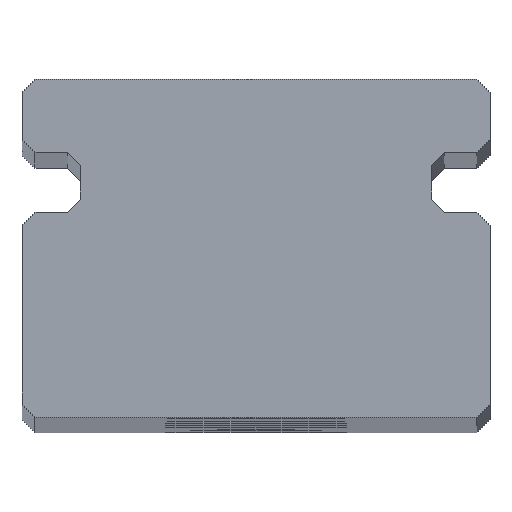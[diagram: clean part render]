
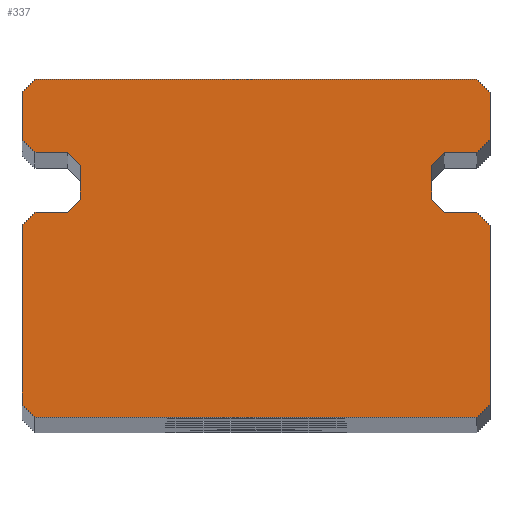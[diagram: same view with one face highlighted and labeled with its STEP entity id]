
A CAD part, top view. The second image highlights one B-rep face of the part: STEP entity #337.
In plain terms, the highlighted planar face has unit normal (0, 0, 1).
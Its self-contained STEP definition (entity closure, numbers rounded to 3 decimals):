
#337=ADVANCED_FACE('',(#842),#844,.T.);
#842=FACE_BOUND('',#843,.T.);
#843=EDGE_LOOP('',(#1133,#1134,#1135,#1136,#1137,#1138,#1139,#1140,#1141,#1142,#1143,
#1144,#1145,#1146,#1147,#1148,#1149,#1150,#1151,#1152,#1153,#1154,#1155,#1156));
#844=PLANE('',#845);
#845=AXIS2_PLACEMENT_3D('',#846,#847,#848);
#846=CARTESIAN_POINT('',(0.,0.,0.));
#847=DIRECTION('',(0.,0.,1.));
#848=DIRECTION('',(1.,0.,0.));
#1133=ORIENTED_EDGE('',*,*,#1327,.T.);
#1134=ORIENTED_EDGE('',*,*,#1328,.T.);
#1135=ORIENTED_EDGE('',*,*,#1329,.T.);
#1136=ORIENTED_EDGE('',*,*,#1330,.T.);
#1137=ORIENTED_EDGE('',*,*,#1331,.T.);
#1138=ORIENTED_EDGE('',*,*,#1332,.T.);
#1139=ORIENTED_EDGE('',*,*,#1333,.T.);
#1140=ORIENTED_EDGE('',*,*,#1334,.T.);
#1141=ORIENTED_EDGE('',*,*,#1335,.T.);
#1142=ORIENTED_EDGE('',*,*,#1336,.T.);
#1143=ORIENTED_EDGE('',*,*,#1337,.T.);
#1144=ORIENTED_EDGE('',*,*,#1277,.T.);
#1145=ORIENTED_EDGE('',*,*,#1326,.T.);
#1146=ORIENTED_EDGE('',*,*,#1338,.T.);
#1147=ORIENTED_EDGE('',*,*,#1339,.T.);
#1148=ORIENTED_EDGE('',*,*,#1340,.T.);
#1149=ORIENTED_EDGE('',*,*,#1341,.T.);
#1150=ORIENTED_EDGE('',*,*,#1342,.T.);
#1151=ORIENTED_EDGE('',*,*,#1343,.T.);
#1152=ORIENTED_EDGE('',*,*,#1344,.T.);
#1153=ORIENTED_EDGE('',*,*,#1345,.T.);
#1154=ORIENTED_EDGE('',*,*,#1346,.T.);
#1155=ORIENTED_EDGE('',*,*,#1347,.T.);
#1156=ORIENTED_EDGE('',*,*,#1348,.T.);
#1277=EDGE_CURVE('',#1413,#1411,#1414,.T.);
#1326=EDGE_CURVE('',#1411,#1505,#1507,.T.);
#1327=EDGE_CURVE('',#1508,#1509,#1510,.T.);
#1328=EDGE_CURVE('',#1509,#1511,#1512,.T.);
#1329=EDGE_CURVE('',#1511,#1513,#1514,.T.);
#1330=EDGE_CURVE('',#1513,#1515,#1516,.T.);
#1331=EDGE_CURVE('',#1515,#1517,#1518,.T.);
#1332=EDGE_CURVE('',#1517,#1519,#1520,.T.);
#1333=EDGE_CURVE('',#1519,#1521,#1522,.T.);
#1334=EDGE_CURVE('',#1521,#1523,#1524,.T.);
#1335=EDGE_CURVE('',#1523,#1525,#1526,.T.);
#1336=EDGE_CURVE('',#1525,#1527,#1528,.T.);
#1337=EDGE_CURVE('',#1527,#1413,#1529,.T.);
#1338=EDGE_CURVE('',#1505,#1530,#1531,.T.);
#1339=EDGE_CURVE('',#1530,#1532,#1533,.T.);
#1340=EDGE_CURVE('',#1532,#1534,#1535,.T.);
#1341=EDGE_CURVE('',#1534,#1536,#1537,.T.);
#1342=EDGE_CURVE('',#1536,#1538,#1539,.T.);
#1343=EDGE_CURVE('',#1538,#1540,#1541,.T.);
#1344=EDGE_CURVE('',#1540,#1542,#1543,.T.);
#1345=EDGE_CURVE('',#1542,#1544,#1545,.T.);
#1346=EDGE_CURVE('',#1544,#1546,#1547,.T.);
#1347=EDGE_CURVE('',#1546,#1548,#1549,.T.);
#1348=EDGE_CURVE('',#1548,#1508,#1550,.T.);
#1411=VERTEX_POINT('',#1672);
#1413=VERTEX_POINT('',#1676);
#1414=LINE('',#1677,#1678);
#1505=VERTEX_POINT('',#1883);
#1507=LINE('',#1887,#1888);
#1508=VERTEX_POINT('',#1890);
#1509=VERTEX_POINT('',#1891);
#1510=LINE('',#1892,#1893);
#1511=VERTEX_POINT('',#1895);
#1512=LINE('',#1896,#1897);
#1513=VERTEX_POINT('',#1899);
#1514=LINE('',#1900,#1901);
#1515=VERTEX_POINT('',#1903);
#1516=LINE('',#1904,#1905);
#1517=VERTEX_POINT('',#1907);
#1518=LINE('',#1908,#1909);
#1519=VERTEX_POINT('',#1911);
#1520=LINE('',#1912,#1913);
#1521=VERTEX_POINT('',#1915);
#1522=LINE('',#1916,#1917);
#1523=VERTEX_POINT('',#1919);
#1524=LINE('',#1920,#1921);
#1525=VERTEX_POINT('',#1923);
#1526=LINE('',#1924,#1925);
#1527=VERTEX_POINT('',#1927);
#1528=LINE('',#1928,#1929);
#1529=LINE('',#1931,#1932);
#1530=VERTEX_POINT('',#1934);
#1531=LINE('',#1935,#1936);
#1532=VERTEX_POINT('',#1938);
#1533=LINE('',#1939,#1940);
#1534=VERTEX_POINT('',#1942);
#1535=LINE('',#1943,#1944);
#1536=VERTEX_POINT('',#1946);
#1537=LINE('',#1947,#1948);
#1538=VERTEX_POINT('',#1950);
#1539=LINE('',#1951,#1952);
#1540=VERTEX_POINT('',#1954);
#1541=LINE('',#1955,#1956);
#1542=VERTEX_POINT('',#1958);
#1543=LINE('',#1959,#1960);
#1544=VERTEX_POINT('',#1962);
#1545=LINE('',#1963,#1964);
#1546=VERTEX_POINT('',#1966);
#1547=LINE('',#1967,#1968);
#1548=VERTEX_POINT('',#1970);
#1549=LINE('',#1971,#1972);
#1550=LINE('',#1974,#1975);
#1672=CARTESIAN_POINT('',(4.25,0.,0.));
#1676=CARTESIAN_POINT('',(-4.25,0.,0.));
#1677=CARTESIAN_POINT('',(-4.25,0.,0.));
#1678=VECTOR('',#1679,1.);
#1679=DIRECTION('',(1.,0.,0.));
#1883=CARTESIAN_POINT('',(4.5,0.25,0.));
#1887=CARTESIAN_POINT('',(4.25,0.,0.));
#1888=VECTOR('',#1889,1.);
#1889=DIRECTION('',(0.707,0.707,0.));
#1890=CARTESIAN_POINT('',(-4.25,6.5,0.));
#1891=CARTESIAN_POINT('',(-4.5,6.25,0.));
#1892=CARTESIAN_POINT('',(-4.25,6.5,0.));
#1893=VECTOR('',#1894,1.);
#1894=DIRECTION('',(-0.707,-0.707,0.));
#1895=CARTESIAN_POINT('',(-4.5,5.34,0.));
#1896=CARTESIAN_POINT('',(-4.5,6.25,0.));
#1897=VECTOR('',#1898,1.);
#1898=DIRECTION('',(0.,-1.,0.));
#1899=CARTESIAN_POINT('',(-4.25,5.09,0.));
#1900=CARTESIAN_POINT('',(-4.5,5.34,0.));
#1901=VECTOR('',#1902,1.);
#1902=DIRECTION('',(0.707,-0.707,0.));
#1903=CARTESIAN_POINT('',(-3.625,5.09,0.));
#1904=CARTESIAN_POINT('',(-4.25,5.09,0.));
#1905=VECTOR('',#1906,1.);
#1906=DIRECTION('',(1.,0.,0.));
#1907=CARTESIAN_POINT('',(-3.375,4.84,0.));
#1908=CARTESIAN_POINT('',(-3.625,5.09,0.));
#1909=VECTOR('',#1910,1.);
#1910=DIRECTION('',(0.707,-0.707,0.));
#1911=CARTESIAN_POINT('',(-3.375,4.19,0.));
#1912=CARTESIAN_POINT('',(-3.375,4.84,0.));
#1913=VECTOR('',#1914,1.);
#1914=DIRECTION('',(0.,-1.,0.));
#1915=CARTESIAN_POINT('',(-3.625,3.94,0.));
#1916=CARTESIAN_POINT('',(-3.375,4.19,0.));
#1917=VECTOR('',#1918,1.);
#1918=DIRECTION('',(-0.707,-0.707,0.));
#1919=CARTESIAN_POINT('',(-4.25,3.94,0.));
#1920=CARTESIAN_POINT('',(-3.625,3.94,0.));
#1921=VECTOR('',#1922,1.);
#1922=DIRECTION('',(-1.,0.,0.));
#1923=CARTESIAN_POINT('',(-4.5,3.69,0.));
#1924=CARTESIAN_POINT('',(-4.25,3.94,0.));
#1925=VECTOR('',#1926,1.);
#1926=DIRECTION('',(-0.707,-0.707,0.));
#1927=CARTESIAN_POINT('',(-4.5,0.25,0.));
#1928=CARTESIAN_POINT('',(-4.5,3.69,0.));
#1929=VECTOR('',#1930,1.);
#1930=DIRECTION('',(0.,-1.,0.));
#1931=CARTESIAN_POINT('',(-4.5,0.25,0.));
#1932=VECTOR('',#1933,1.);
#1933=DIRECTION('',(0.707,-0.707,0.));
#1934=CARTESIAN_POINT('',(4.5,3.69,0.));
#1935=CARTESIAN_POINT('',(4.5,0.25,0.));
#1936=VECTOR('',#1937,1.);
#1937=DIRECTION('',(0.,1.,0.));
#1938=CARTESIAN_POINT('',(4.25,3.94,0.));
#1939=CARTESIAN_POINT('',(4.5,3.69,0.));
#1940=VECTOR('',#1941,1.);
#1941=DIRECTION('',(-0.707,0.707,0.));
#1942=CARTESIAN_POINT('',(3.625,3.94,0.));
#1943=CARTESIAN_POINT('',(4.25,3.94,0.));
#1944=VECTOR('',#1945,1.);
#1945=DIRECTION('',(-1.,0.,0.));
#1946=CARTESIAN_POINT('',(3.375,4.19,0.));
#1947=CARTESIAN_POINT('',(3.625,3.94,0.));
#1948=VECTOR('',#1949,1.);
#1949=DIRECTION('',(-0.707,0.707,0.));
#1950=CARTESIAN_POINT('',(3.375,4.84,0.));
#1951=CARTESIAN_POINT('',(3.375,4.19,0.));
#1952=VECTOR('',#1953,1.);
#1953=DIRECTION('',(0.,1.,0.));
#1954=CARTESIAN_POINT('',(3.625,5.09,0.));
#1955=CARTESIAN_POINT('',(3.375,4.84,0.));
#1956=VECTOR('',#1957,1.);
#1957=DIRECTION('',(0.707,0.707,0.));
#1958=CARTESIAN_POINT('',(4.25,5.09,0.));
#1959=CARTESIAN_POINT('',(3.625,5.09,0.));
#1960=VECTOR('',#1961,1.);
#1961=DIRECTION('',(1.,0.,0.));
#1962=CARTESIAN_POINT('',(4.5,5.34,0.));
#1963=CARTESIAN_POINT('',(4.25,5.09,0.));
#1964=VECTOR('',#1965,1.);
#1965=DIRECTION('',(0.707,0.707,0.));
#1966=CARTESIAN_POINT('',(4.5,6.25,0.));
#1967=CARTESIAN_POINT('',(4.5,5.34,0.));
#1968=VECTOR('',#1969,1.);
#1969=DIRECTION('',(0.,1.,0.));
#1970=CARTESIAN_POINT('',(4.25,6.5,0.));
#1971=CARTESIAN_POINT('',(4.5,6.25,0.));
#1972=VECTOR('',#1973,1.);
#1973=DIRECTION('',(-0.707,0.707,0.));
#1974=CARTESIAN_POINT('',(4.25,6.5,0.));
#1975=VECTOR('',#1976,1.);
#1976=DIRECTION('',(-1.,0.,0.));
